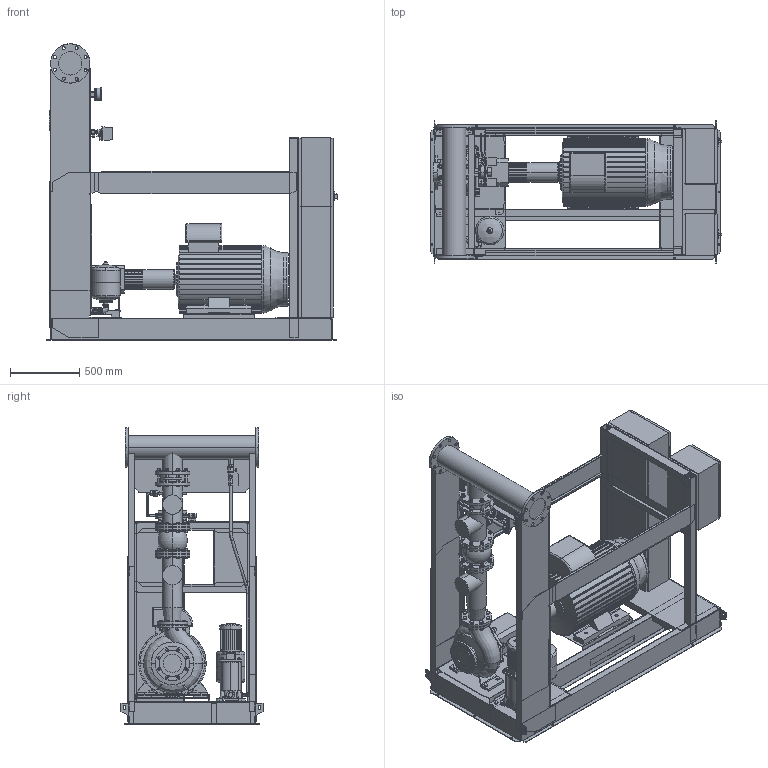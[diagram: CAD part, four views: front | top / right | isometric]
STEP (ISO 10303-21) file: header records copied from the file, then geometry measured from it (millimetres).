
FILE_DESCRIPTION((''),'2;1');
FILE_NAME('3d_Sifire-EN-100_250-233-55_1.1EJ-4183772.stp','2015-05-26T07:15:13',(''),(''),'Mechanical Desktop 2009','Mechanical Desktop 2009',', , ');
FILE_SCHEMA(('CONFIG_CONTROL_DESIGN'));
Length unit declared in the file: millimetre
Products named in the file (1): Product
Bounding box: 2105.5 x 1026 x 2142.5 mm (x, y, z)
Volume: 459443916.3 mm3; surface area: 28522170 mm2
Topology: 185 solids, 185 shells, 4368 faces, 10587 edges, 6676 vertices
Faces by surface type: plane 1624, bspline 1237, cylinder 911, cone 464, torus 102, sphere 30
Full cylindrical faces by diameter (mm): 309 x1
Entity records: 139550 total; most frequent: CARTESIAN_POINT 43067, ORIENTED_EDGE 21122, DIRECTION 18497, EDGE_CURVE 10561, VERTEX_POINT 6675, AXIS2_PLACEMENT_3D 6479, VECTOR 5539, LINE 5539
